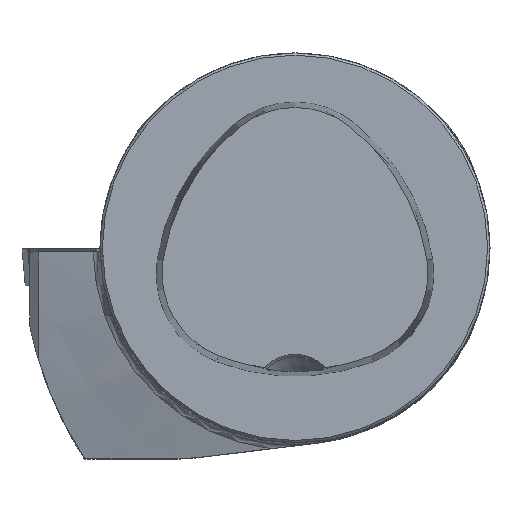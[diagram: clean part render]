
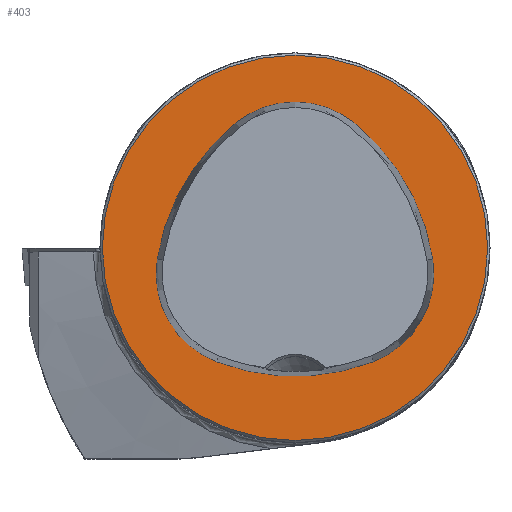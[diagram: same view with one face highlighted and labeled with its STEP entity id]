
A CAD part, top view. The second image highlights one B-rep face of the part: STEP entity #403.
In plain terms, the highlighted planar face has unit normal (0, 0, 1).
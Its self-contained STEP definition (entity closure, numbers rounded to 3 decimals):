
#116=FACE_BOUND('',#715,.T.);
#117=FACE_BOUND('',#716,.T.);
#231=CIRCLE('',#2473,28.075);
#233=CIRCLE('',#2476,28.075);
#234=CIRCLE('',#2477,12.075);
#235=CIRCLE('',#2478,28.075);
#236=CIRCLE('',#2479,12.075);
#237=CIRCLE('',#2480,12.075);
#238=CIRCLE('',#2481,24.7);
#403=ADVANCED_FACE('CU_FL_N1_SU_1',(#116,#117),#528,.T.);
#528=PLANE('',#2482);
#715=EDGE_LOOP('',(#1019,#1020,#1021,#1022,#1023,#1024));
#716=EDGE_LOOP('',(#1025));
#1019=ORIENTED_EDGE('',*,*,#1887,.F.);
#1020=ORIENTED_EDGE('',*,*,#1888,.F.);
#1021=ORIENTED_EDGE('',*,*,#1889,.F.);
#1022=ORIENTED_EDGE('',*,*,#1890,.F.);
#1023=ORIENTED_EDGE('',*,*,#1884,.F.);
#1024=ORIENTED_EDGE('',*,*,#1891,.F.);
#1025=ORIENTED_EDGE('',*,*,#1892,.T.);
#1650=VERTEX_POINT('',#3940);
#1651=VERTEX_POINT('',#3942);
#1653=VERTEX_POINT('',#3948);
#1654=VERTEX_POINT('',#3949);
#1655=VERTEX_POINT('',#3951);
#1656=VERTEX_POINT('',#3953);
#1657=VERTEX_POINT('',#3957);
#1884=EDGE_CURVE('',#1650,#1651,#231,.T.);
#1887=EDGE_CURVE('',#1653,#1654,#233,.T.);
#1888=EDGE_CURVE('',#1655,#1653,#234,.T.);
#1889=EDGE_CURVE('',#1656,#1655,#235,.T.);
#1890=EDGE_CURVE('',#1651,#1656,#236,.T.);
#1891=EDGE_CURVE('',#1654,#1650,#237,.T.);
#1892=EDGE_CURVE('',#1657,#1657,#238,.T.);
#2473=AXIS2_PLACEMENT_3D('',#3941,#2810,#2811);
#2476=AXIS2_PLACEMENT_3D('',#3947,#2817,#2818);
#2477=AXIS2_PLACEMENT_3D('',#3950,#2819,#2820);
#2478=AXIS2_PLACEMENT_3D('',#3952,#2821,#2822);
#2479=AXIS2_PLACEMENT_3D('',#3954,#2823,#2824);
#2480=AXIS2_PLACEMENT_3D('',#3955,#2825,#2826);
#2481=AXIS2_PLACEMENT_3D('',#3956,#2827,#2828);
#2482=AXIS2_PLACEMENT_3D('',#3958,#2829,#2830);
#2810=DIRECTION('',(0.,0.,1.));
#2811=DIRECTION('',(1.,0.,0.));
#2817=DIRECTION('',(0.,0.,1.));
#2818=DIRECTION('',(1.,0.,0.));
#2819=DIRECTION('',(0.,0.,1.));
#2820=DIRECTION('',(1.,0.,0.));
#2821=DIRECTION('',(0.,0.,1.));
#2822=DIRECTION('',(1.,0.,0.));
#2823=DIRECTION('',(0.,0.,1.));
#2824=DIRECTION('',(1.,0.,0.));
#2825=DIRECTION('',(0.,0.,1.));
#2826=DIRECTION('',(1.,0.,0.));
#2827=DIRECTION('',(0.,0.,1.));
#2828=DIRECTION('',(1.,0.,0.));
#2829=DIRECTION('',(0.,0.,1.));
#2830=DIRECTION('',(1.,0.,0.));
#3940=CARTESIAN_POINT('',(-10.05,-14.595,0.));
#3941=CARTESIAN_POINT('',(0.,11.62,0.));
#3942=CARTESIAN_POINT('',(10.05,-14.595,0.));
#3947=CARTESIAN_POINT('',(10.078,-5.807,0.));
#3948=CARTESIAN_POINT('',(-7.606,15.999,0.));
#3949=CARTESIAN_POINT('',(-17.656,-1.443,0.));
#3950=CARTESIAN_POINT('',(0.,6.62,0.));
#3951=CARTESIAN_POINT('',(7.606,15.999,0.));
#3952=CARTESIAN_POINT('',(-10.078,-5.807,0.));
#3953=CARTESIAN_POINT('',(17.656,-1.443,0.));
#3954=CARTESIAN_POINT('',(5.727,-3.32,0.));
#3955=CARTESIAN_POINT('',(-5.727,-3.32,0.));
#3956=CARTESIAN_POINT('',(0.,0.,0.));
#3957=CARTESIAN_POINT('',(24.7,0.,0.));
#3958=CARTESIAN_POINT('',(0.,0.,0.));
